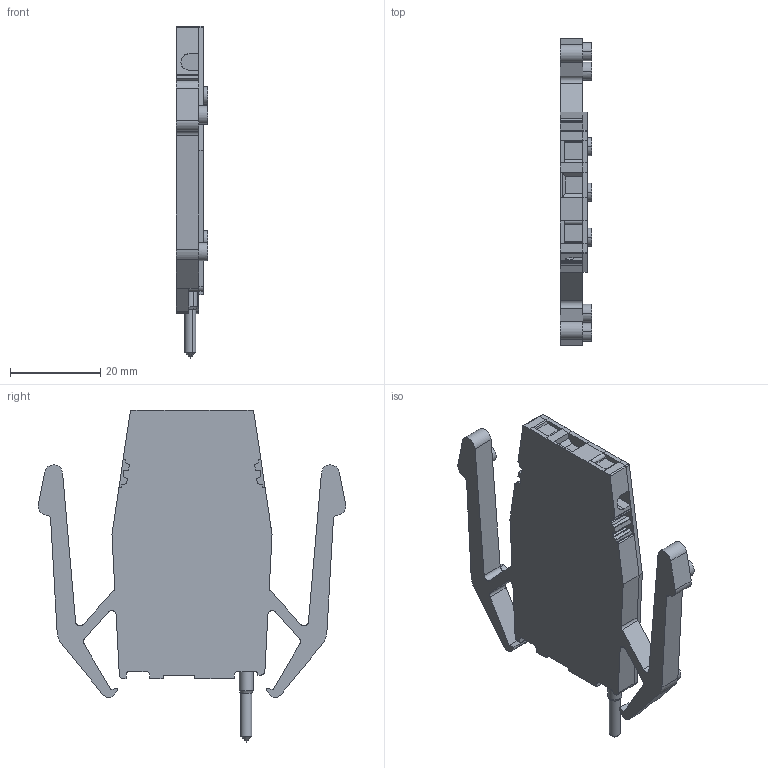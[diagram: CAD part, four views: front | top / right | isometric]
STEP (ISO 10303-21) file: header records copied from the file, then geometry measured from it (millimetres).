
FILE_DESCRIPTION(('CATIA V5R22 STEP214','CAx-IF Rec.Pracs.--- Model Styling and Organization---1.4--- 2014-01-23'),'2;1');
FILE_NAME ('D1454307_0', '2020-05-28T06:05:30+00:00', ('Weidmueller Interface'), ('Weidmueller'), 'CATIA Version 5-6 Release 2016 SP3 HF44', 'CATIA V5 STEP AP214', 'none');
FILE_SCHEMA(('AUTOMOTIVE_DESIGN { 1 0 10303 214 1 1 1 1 }'));
Length unit declared in the file: millimetre
Products named in the file (1): WTA 7 WSI6
Bounding box: 7 x 68.15 x 73.5 mm (x, y, z)
Volume: 13461.2 mm3; surface area: 11956.6 mm2
Topology: 3 solids, 3 shells, 302 faces, 829 edges, 549 vertices
Faces by surface type: plane 188, cylinder 110, cone 4
Entity records: 9234 total; most frequent: CARTESIAN_POINT 1790, ORIENTED_EDGE 1654, DIRECTION 1291, EDGE_CURVE 827, VECTOR 595, LINE 595, VERTEX_POINT 549, AXIS2_PLACEMENT_3D 460
